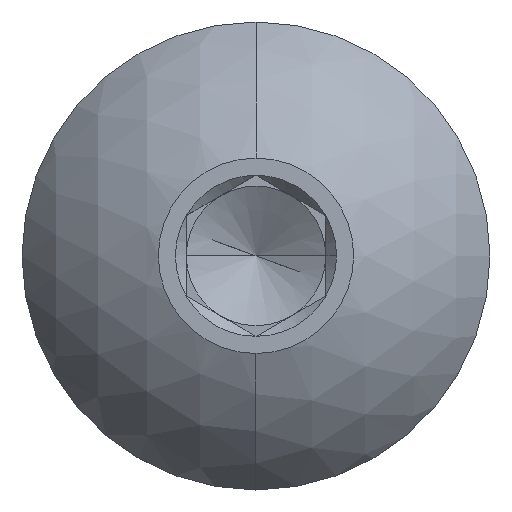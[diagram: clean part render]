
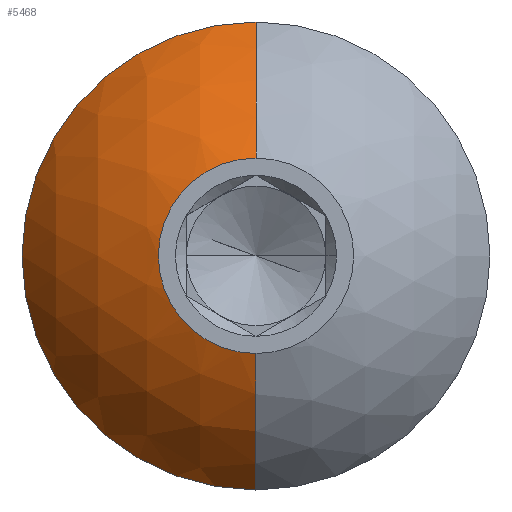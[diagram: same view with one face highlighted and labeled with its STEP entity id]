
A CAD part, top view. The second image highlights one B-rep face of the part: STEP entity #5468.
In plain terms, the highlighted spherical face has radius 3.88 mm.
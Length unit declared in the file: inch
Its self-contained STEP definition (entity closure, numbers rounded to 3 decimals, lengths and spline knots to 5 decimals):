
#454 = FACE_OUTER_BOUND ( 'NONE', #3581, .T. ) ;
#665 = CARTESIAN_POINT ( 'NONE',  ( 0., 0., 0.39388 ) ) ;
#721 = DIRECTION ( 'NONE',  ( 0., 0., -1. ) ) ;
#764 = CARTESIAN_POINT ( 'NONE',  ( 0., 0., 0.5365 ) ) ;
#1066 = AXIS2_PLACEMENT_3D ( 'NONE', #5809, #6434, #2566 ) ;
#1569 = AXIS2_PLACEMENT_3D ( 'NONE', #764, #3263, #5230 ) ;
#2531 = CARTESIAN_POINT ( 'NONE',  ( 0., -0.05469, 0.5365 ) ) ;
#2539 = DIRECTION ( 'NONE',  ( -1., 0., 0. ) ) ;
#2566 = DIRECTION ( 'NONE',  ( 1., 0., 0. ) ) ;
#2755 = ORIENTED_EDGE ( 'NONE', *, *, #7527, .F. ) ;
#2882 = CIRCLE ( 'NONE', #6229, 0.15274 ) ;
#2953 = ORIENTED_EDGE ( 'NONE', *, *, #3365, .T. ) ;
#2988 = DIRECTION ( 'NONE',  ( 0., 1., 0. ) ) ;
#3015 = DIRECTION ( 'NONE',  ( -1., 0., 0. ) ) ;
#3070 = CARTESIAN_POINT ( 'NONE',  ( 0., 0., 0.39388 ) ) ;
#3263 = DIRECTION ( 'NONE',  ( 0., 0., 1. ) ) ;
#3365 = EDGE_CURVE ( 'NONE', #7698, #6273, #8119, .T. ) ;
#3382 = EDGE_CURVE ( 'NONE', #8030, #3989, #6414, .T. ) ;
#3463 = CARTESIAN_POINT ( 'NONE',  ( 0., 0.131, 0.47243 ) ) ;
#3538 = AXIS2_PLACEMENT_3D ( 'NONE', #5724, #7697, #6370 ) ;
#3542 = EDGE_CURVE ( 'NONE', #7698, #4727, #2882, .T. ) ;
#3581 = EDGE_LOOP ( 'NONE', ( #4770, #6409, #2755, #4591, #2953 ) ) ;
#3738 = CARTESIAN_POINT ( 'NONE',  ( 0., -0.131, 0.47243 ) ) ;
#3843 = DIRECTION ( 'NONE',  ( 0., -1., 0. ) ) ;
#3984 = DIRECTION ( 'NONE',  ( 1., 0., 0. ) ) ;
#3989 = VERTEX_POINT ( 'NONE', #2531 ) ;
#4342 = AXIS2_PLACEMENT_3D ( 'NONE', #3070, #3015, #2988 ) ;
#4591 = ORIENTED_EDGE ( 'NONE', *, *, #3542, .F. ) ;
#4727 = VERTEX_POINT ( 'NONE', #5284 ) ;
#4770 = ORIENTED_EDGE ( 'NONE', *, *, #7209, .T. ) ;
#4979 = SPHERICAL_SURFACE ( 'NONE', #4342, 0.15274 ) ;
#5230 = DIRECTION ( 'NONE',  ( 1., 0., 0. ) ) ;
#5284 = CARTESIAN_POINT ( 'NONE',  ( 0., 0.05469, 0.5365 ) ) ;
#5468 = ADVANCED_FACE ( 'NONE', ( #454 ), #4979, .T. ) ;
#5683 = AXIS2_PLACEMENT_3D ( 'NONE', #665, #2539, #3843 ) ;
#5724 = CARTESIAN_POINT ( 'NONE',  ( 0., 0., 0.47243 ) ) ;
#5809 = CARTESIAN_POINT ( 'NONE',  ( 0., 0., 0.47243 ) ) ;
#6059 = CIRCLE ( 'NONE', #1066, 0.131 ) ;
#6229 = AXIS2_PLACEMENT_3D ( 'NONE', #6549, #3984, #721 ) ;
#6273 = VERTEX_POINT ( 'NONE', #8105 ) ;
#6370 = DIRECTION ( 'NONE',  ( 1., 0., 0. ) ) ;
#6409 = ORIENTED_EDGE ( 'NONE', *, *, #3382, .T. ) ;
#6414 = CIRCLE ( 'NONE', #5683, 0.15274 ) ;
#6434 = DIRECTION ( 'NONE',  ( 0., 0., 1. ) ) ;
#6549 = CARTESIAN_POINT ( 'NONE',  ( 0., 0., 0.39388 ) ) ;
#7209 = EDGE_CURVE ( 'NONE', #6273, #8030, #6059, .T. ) ;
#7527 = EDGE_CURVE ( 'NONE', #4727, #3989, #8306, .T. ) ;
#7697 = DIRECTION ( 'NONE',  ( 0., 0., 1. ) ) ;
#7698 = VERTEX_POINT ( 'NONE', #3463 ) ;
#8030 = VERTEX_POINT ( 'NONE', #3738 ) ;
#8105 = CARTESIAN_POINT ( 'NONE',  ( -0.131, 0., 0.47243 ) ) ;
#8119 = CIRCLE ( 'NONE', #3538, 0.131 ) ;
#8306 = CIRCLE ( 'NONE', #1569, 0.05469 ) ;
